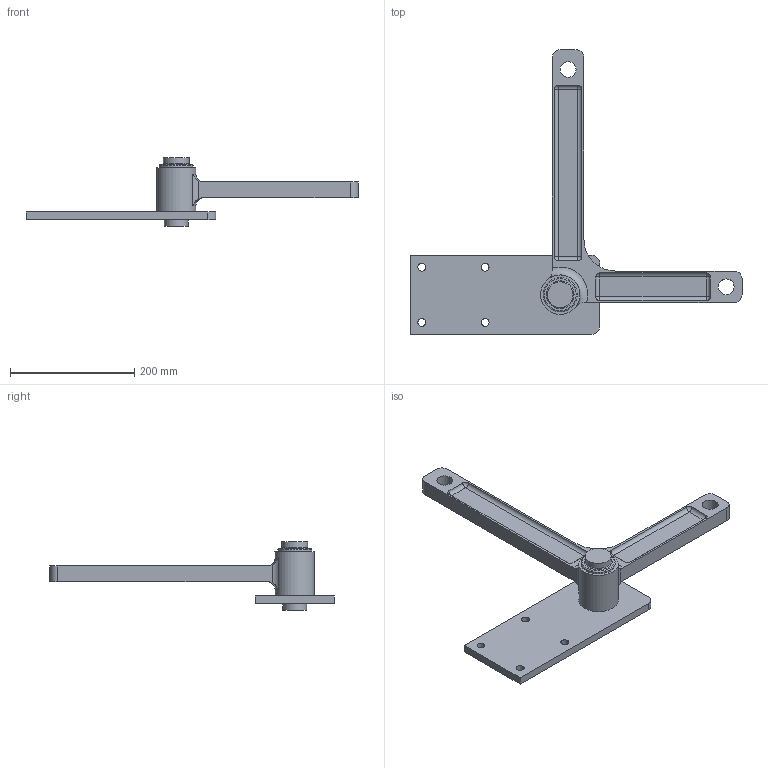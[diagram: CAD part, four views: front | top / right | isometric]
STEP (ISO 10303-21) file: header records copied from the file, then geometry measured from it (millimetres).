
FILE_DESCRIPTION( ( 'STEP Version 203' ), '1' );
FILE_NAME( ' ', '10/18/12 19:19:46', ( 'sharvey' ), ( ' ' ), 'PSStep 14.0', 'DesignModeler STEP Output', ' ' );
FILE_SCHEMA( ( 'AUTOMOTIVE_DESIGN { 1 0 10303 214 1 1 1 1 }' ) );
Length unit declared in the file: metre
Products named in the file (4): Bell Crank; Mount; Bolt; Nut
Bounding box: 533.4 x 457.2 x 109.98 mm (x, y, z)
Volume: 1295091.1 mm3; surface area: 235730 mm2
Topology: 4 solids, 4 shells, 85 faces, 211 edges, 124 vertices
Faces by surface type: cylinder 39, plane 26, sphere 16, torus 4
Full cylindrical faces by diameter (mm): 12.7 x4, 22.86 x2, 25.4 x4, 38.1 x1, 41.359 x1, 54.697 x1, 63.5 x1
Entity records: 2495 total; most frequent: CARTESIAN_POINT 499, DIRECTION 442, ORIENTED_EDGE 352, AXIS2_PLACEMENT_3D 185, EDGE_CURVE 176, EDGE_LOOP 126, VERTEX_POINT 122, FACE_OUTER_BOUND 101
